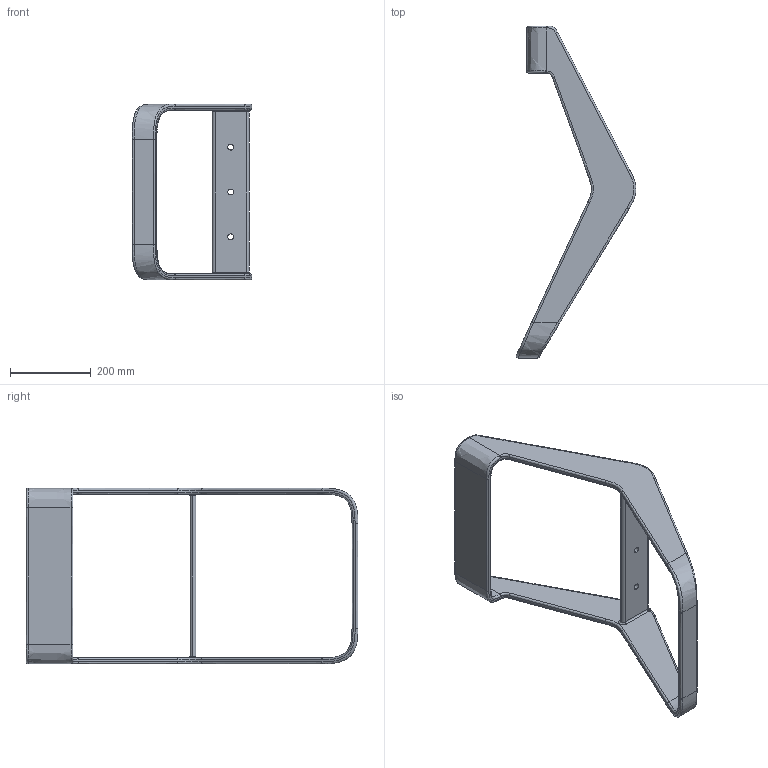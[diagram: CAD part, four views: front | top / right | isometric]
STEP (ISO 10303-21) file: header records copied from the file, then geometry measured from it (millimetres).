
FILE_DESCRIPTION(('FreeCAD Model'),'2;1');
FILE_NAME('Open CASCADE Shape Model','2025-05-03T09:09:47',('FreeCAD'),( 'FreeCAD'),'Open CASCADE STEP processor 7.6','FreeCAD','Unknown');
FILE_SCHEMA(('AUTOMOTIVE_DESIGN { 1 0 10303 214 1 1 1 1 }'));
Length unit declared in the file: millimetre
Products named in the file (1): Open CASCADE STEP translator 7.6 1
Bounding box: 297.4 x 823.11 x 435.77 mm (x, y, z)
Volume: 3589936.6 mm3; surface area: 565422.9 mm2
Topology: 1 solids, 1 shells, 119 faces, 287 edges, 166 vertices
Faces by surface type: bspline 119
Entity records: 16107 total; most frequent: CARTESIAN_POINT 14309, ORIENTED_EDGE 574, EDGE_CURVE 287, B_SPLINE_CURVE_WITH_KNOTS 275, VERTEX_POINT 166, FACE_BOUND 125, EDGE_LOOP 125, ADVANCED_FACE 119
